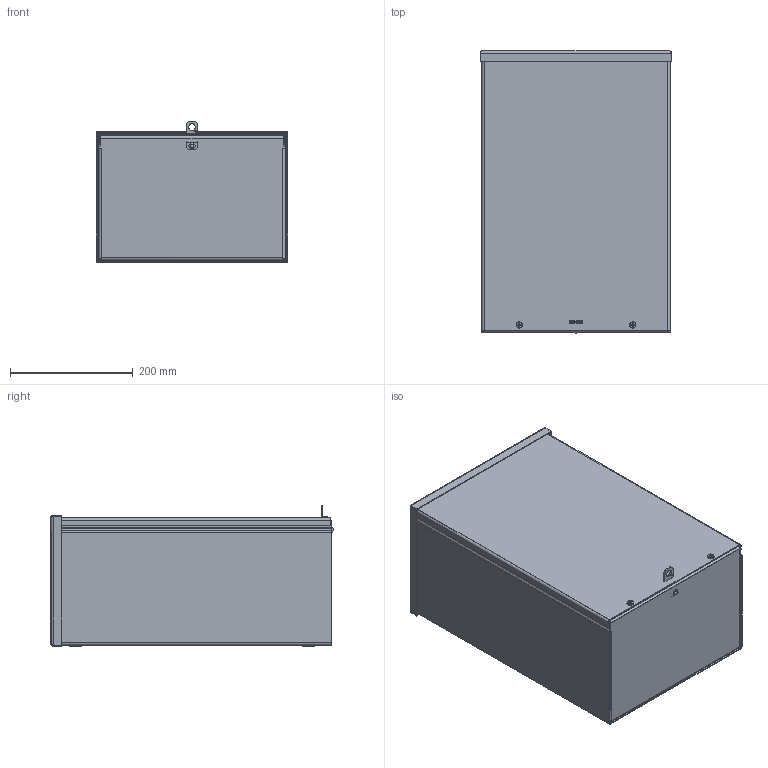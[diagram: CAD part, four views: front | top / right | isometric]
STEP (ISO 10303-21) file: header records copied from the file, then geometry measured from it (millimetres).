
FILE_DESCRIPTION (( 'STEP AP214' ), '1' );
FILE_NAME ('RSC121808NKSS.STEP', '2018-05-08T15:20:01', ( '' ), ( '' ), 'SwSTEP 2.0', 'SolidWorks 2017', '' );
FILE_SCHEMA (( 'AUTOMOTIVE_DESIGN' ));
Length unit declared in the file: inch
Products named in the file (1): RSC121808NKSS
Bounding box: 312.38 x 460.94 x 230.72 mm (x, y, z)
Volume: 951238.3 mm3; surface area: 1278900.6 mm2
Topology: 13 solids, 13 shells, 383 faces, 940 edges, 597 vertices
Faces by surface type: plane 199, cylinder 99, cone 34, torus 30, bspline 16, sphere 5
Full cylindrical faces by diameter (mm): 3.175 x1, 3.962 x2, 4.254 x2, 4.763 x1, 4.978 x2, 5.029 x1, 5.105 x1, 6.299 x2, 6.35 x4, 6.528 x2, 7.061 x2, 7.144 x4, 10.312 x2, 11.113 x1, 11.506 x2
Entity records: 16690 total; most frequent: CARTESIAN_POINT 2725, DIRECTION 1834, ORIENTED_EDGE 1728, EDGE_CURVE 864, AXIS2_PLACEMENT_3D 674, VERTEX_POINT 586, EDGE_LOOP 496, VECTOR 486
